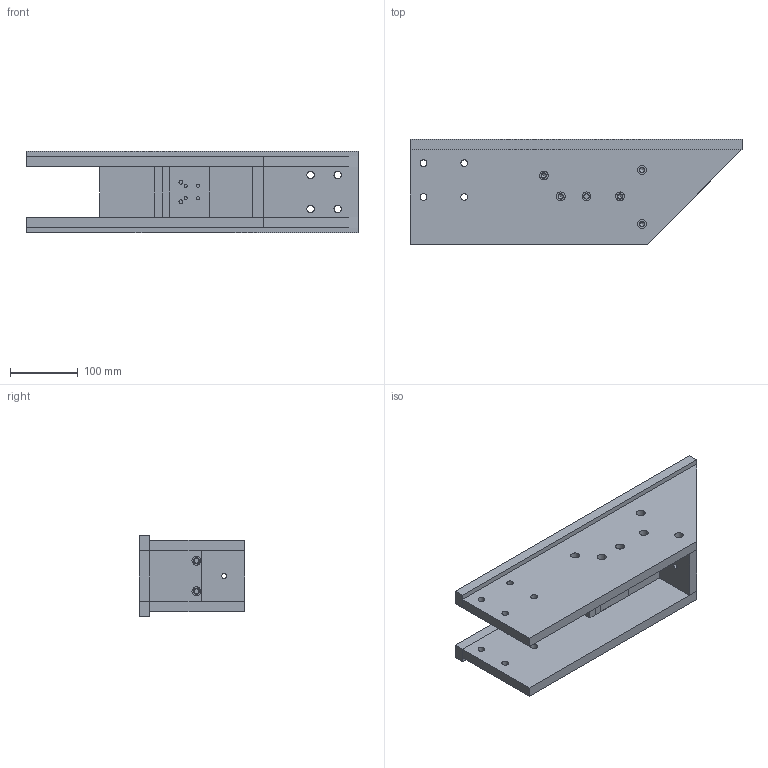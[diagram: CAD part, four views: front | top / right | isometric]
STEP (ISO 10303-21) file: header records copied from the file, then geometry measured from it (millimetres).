
FILE_DESCRIPTION(/* description */ (''),/* implementation_level */ '2;1');
FILE_NAME(/* name */ 'shaker assembly.stp',/* time_stamp */ '2022-05-13T08:38:50+01:00',/* author */ (''),/* organization */ (''),/* preprocessor_version */ 'ST-DEVELOPER v16',/* originating_system */ 'SIEMENS PLM Software NX 11.0',/* authorisation */ '');
FILE_SCHEMA (('AUTOMOTIVE_DESIGN { 1 0 10303 214 3 1 1 1 }'));
Length unit declared in the file: millimetre
Products named in the file (8): Pneumatic holder top; Pneumatic holder side; LT chassis side2; cylinder holder n; LT chassis sides; LT chassis back v2; LT_chassis_v2; shaker assy
Assembly tree (7 placements, depth 2):
  shaker assy
    LT_chassis_v2
    LT chassis back v2
    LT chassis sides
    cylinder holder n
    LT chassis side2
    Pneumatic holder side
    Pneumatic holder top
Bounding box: 490 x 155 x 120 mm (x, y, z)
Volume: 2751326.1 mm3; surface area: 491259.3 mm2
Topology: 7 solids, 7 shells, 240 faces, 594 edges, 395 vertices
Faces by surface type: cylinder 103, plane 79, cone 58
Full cylindrical faces by diameter (mm): 4.5 x4, 5.5 x2, 6.8 x29, 7 x2, 8 x12, 9 x15, 10 x8, 11 x4, 13 x27
Entity records: 6134 total; most frequent: DIRECTION 1080, CARTESIAN_POINT 937, ORIENTED_EDGE 698, FACE_BOUND 529, EDGE_LOOP 524, AXIS2_PLACEMENT_3D 483, EDGE_CURVE 349, VERTEX_POINT 340
